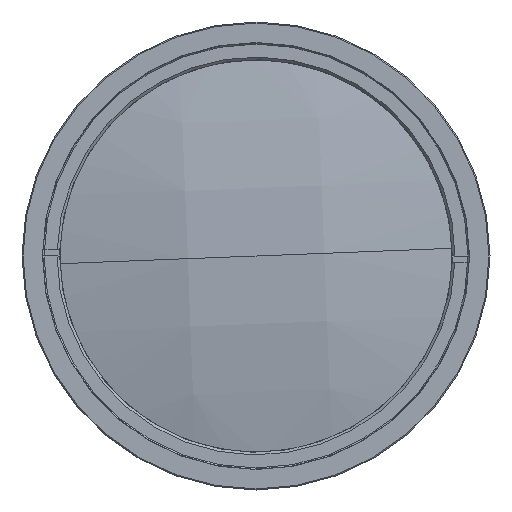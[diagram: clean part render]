
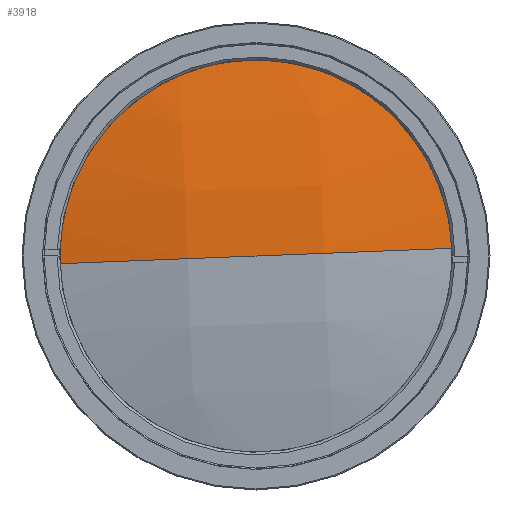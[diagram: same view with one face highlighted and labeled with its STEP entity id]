
A CAD part, left-side view. The second image highlights one B-rep face of the part: STEP entity #3918.
In plain terms, the highlighted free-form (B-spline) face has degree [3, 3] with [4, 4] control points.
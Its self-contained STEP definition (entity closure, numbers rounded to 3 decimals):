
#183 =( BOUNDED_SURFACE ( )  B_SPLINE_SURFACE ( 3, 3, ( 
 ( #849, #2704, #6371, #7770 ),
 ( #2168, #1505, #265, #307 ),
 ( #6606, #2094, #2213, #4597 ),
 ( #5891, #3372, #1466, #3975 ) ),
 .UNSPECIFIED., .F., .F., .T. ) 
 B_SPLINE_SURFACE_WITH_KNOTS ( ( 4, 4 ),
 ( 4, 4 ),
 ( 0., 1. ),
 ( 0., 1. ),
 .UNSPECIFIED. ) 
 GEOMETRIC_REPRESENTATION_ITEM ( )  RATIONAL_B_SPLINE_SURFACE ( (
 ( 1., 0.996, 0.996, 1.),
 ( 0.983, 0.978, 0.978, 0.983),
 ( 0.983, 0.978, 0.978, 0.983),
 ( 1., 0.996, 0.996, 1.) ) ) 
 REPRESENTATION_ITEM ( '' )  SURFACE ( )  );
#265 = CARTESIAN_POINT ( 'NONE',  ( 1.475, 14.422, 26.041 ) ) ;
#307 = CARTESIAN_POINT ( 'NONE',  ( 4.491, 14.933, 39.022 ) ) ;
#442 = DIRECTION ( 'NONE',  ( 0., 0.999, -0.039 ) ) ;
#801 = EDGE_CURVE ( 'NONE', #1317, #7083, #3982, .T. ) ;
#849 = CARTESIAN_POINT ( 'NONE',  ( 6.048, 39.429, -1.551 ) ) ;
#1317 = VERTEX_POINT ( 'NONE', #6742 ) ;
#1466 = CARTESIAN_POINT ( 'NONE',  ( 7.513, -38.421, 27.193 ) ) ;
#1505 = CARTESIAN_POINT ( 'NONE',  ( -0.043, 13.901, 12.801 ) ) ;
#1958 = AXIS2_PLACEMENT_3D ( 'NONE', #4666, #7210, #3999 ) ;
#2094 = CARTESIAN_POINT ( 'NONE',  ( -0.043, -12.853, 13.853 ) ) ;
#2168 = CARTESIAN_POINT ( 'NONE',  ( -0.043, 13.377, -0.526 ) ) ;
#2213 = CARTESIAN_POINT ( 'NONE',  ( 1.475, -12.332, 27.093 ) ) ;
#2531 = CARTESIAN_POINT ( 'NONE',  ( 5.941, -38.97, 1.533 ) ) ;
#2704 = CARTESIAN_POINT ( 'NONE',  ( 6.048, 39.935, 11.312 ) ) ;
#3372 = CARTESIAN_POINT ( 'NONE',  ( 6.048, -38.923, 14.414 ) ) ;
#3570 = CARTESIAN_POINT ( 'NONE',  ( 174.969, 0., 0. ) ) ;
#3873 = AXIS2_PLACEMENT_3D ( 'NONE', #4101, #6659, #5452 ) ;
#3918 = ADVANCED_FACE ( 'NONE', ( #6644 ), #183, .T. ) ;
#3975 = CARTESIAN_POINT ( 'NONE',  ( 10.424, -37.928, 39.723 ) ) ;
#3982 = CIRCLE ( 'NONE', #1958, 39. ) ;
#3999 = DIRECTION ( 'NONE',  ( 0., -0.039, -0.999 ) ) ;
#4101 = CARTESIAN_POINT ( 'NONE',  ( 5.941, 0., 0. ) ) ;
#4597 = CARTESIAN_POINT ( 'NONE',  ( 4.491, -11.821, 40.074 ) ) ;
#4666 = CARTESIAN_POINT ( 'NONE',  ( 5.941, 0., 0. ) ) ;
#4876 = CIRCLE ( 'NONE', #7140, 173.469 ) ;
#4887 = VERTEX_POINT ( 'NONE', #2531 ) ;
#5220 = CARTESIAN_POINT ( 'NONE',  ( 5.941, 1.533, 38.97 ) ) ;
#5278 = EDGE_CURVE ( 'NONE', #1317, #4887, #4876, .T. ) ;
#5452 = DIRECTION ( 'NONE',  ( 0., -0.039, -0.999 ) ) ;
#5527 = DIRECTION ( 'NONE',  ( 0., 0.039, 0.999 ) ) ;
#5868 = ORIENTED_EDGE ( 'NONE', *, *, #801, .F. ) ;
#5891 = CARTESIAN_POINT ( 'NONE',  ( 6.048, -39.429, 1.551 ) ) ;
#6195 = ORIENTED_EDGE ( 'NONE', *, *, #7367, .F. ) ;
#6371 = CARTESIAN_POINT ( 'NONE',  ( 7.513, 40.438, 24.091 ) ) ;
#6606 = CARTESIAN_POINT ( 'NONE',  ( -0.043, -13.377, 0.526 ) ) ;
#6644 = FACE_OUTER_BOUND ( 'NONE', #7628, .T. ) ;
#6659 = DIRECTION ( 'NONE',  ( 1., 0., 0. ) ) ;
#6742 = CARTESIAN_POINT ( 'NONE',  ( 5.941, 38.97, -1.533 ) ) ;
#7083 = VERTEX_POINT ( 'NONE', #5220 ) ;
#7140 = AXIS2_PLACEMENT_3D ( 'NONE', #3570, #5527, #442 ) ;
#7210 = DIRECTION ( 'NONE',  ( 1., 0., 0. ) ) ;
#7367 = EDGE_CURVE ( 'NONE', #7083, #4887, #7865, .T. ) ;
#7628 = EDGE_LOOP ( 'NONE', ( #5868, #8160, #6195 ) ) ;
#7770 = CARTESIAN_POINT ( 'NONE',  ( 10.424, 40.931, 36.621 ) ) ;
#7865 = CIRCLE ( 'NONE', #3873, 39. ) ;
#8160 = ORIENTED_EDGE ( 'NONE', *, *, #5278, .T. ) ;
